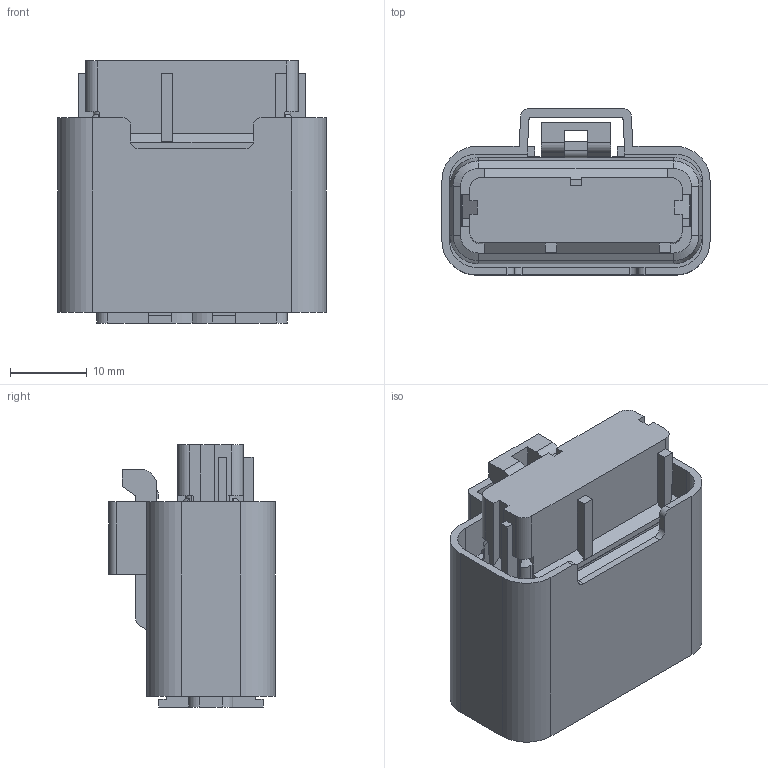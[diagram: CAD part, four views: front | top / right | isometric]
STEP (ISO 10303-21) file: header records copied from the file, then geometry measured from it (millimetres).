
FILE_DESCRIPTION(/* description */ (''),/* implementation_level */ '2;1');
FILE_NAME(/* name */ '35077846-ENV10_01-CONN.stp',/* time_stamp */ '2023-06-19T17:06:49+08:00',/* author */ (''),/* organization */ (''),/* preprocessor_version */ 'ST-DEVELOPER v16',/* originating_system */ 'SIEMENS PLM Software NX 11.0',/* authorisation */ '');
FILE_SCHEMA (('AUTOMOTIVE_DESIGN { 1 0 10303 214 3 1 1 1 }'));
Length unit declared in the file: millimetre
Products named in the file (1): 35077846-ENV10_01-CONN
Bounding box: 34.9 x 21.6 x 34.1 mm (x, y, z)
Volume: 14640.6 mm3; surface area: 7214.8 mm2
Topology: 1 solids, 1 shells, 329 faces, 944 edges, 612 vertices
Faces by surface type: plane 243, cylinder 57, cone 28, bspline 1
Entity records: 10796 total; most frequent: CARTESIAN_POINT 2125, ORIENTED_EDGE 1888, DIRECTION 1702, EDGE_CURVE 944, LINE 752, VECTOR 752, VERTEX_POINT 612, AXIS2_PLACEMENT_3D 475
